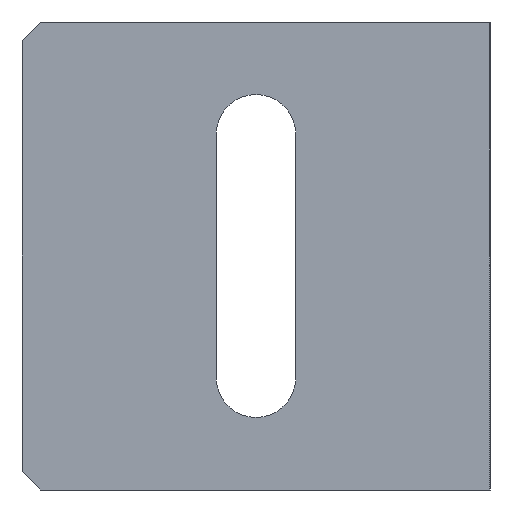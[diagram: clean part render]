
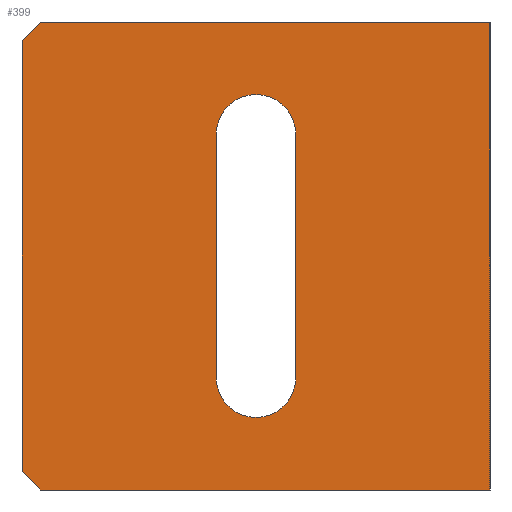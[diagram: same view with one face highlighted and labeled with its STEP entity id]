
A CAD part, front view. The second image highlights one B-rep face of the part: STEP entity #399.
In plain terms, the highlighted planar face has unit normal (0, -1, 0).
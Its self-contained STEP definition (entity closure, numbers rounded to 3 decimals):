
#22=FACE_BOUND('',#73,.T.);
#29=CIRCLE('',#441,4.25);
#30=CIRCLE('',#444,4.25);
#49=FACE_OUTER_BOUND('',#72,.T.);
#72=EDGE_LOOP('',(#351,#352,#353,#354,#355,#356));
#73=EDGE_LOOP('',(#357,#358,#359,#360));
#87=LINE('',#585,#133);
#91=LINE('',#593,#137);
#98=LINE('',#612,#144);
#101=LINE('',#617,#147);
#107=LINE('',#627,#153);
#116=LINE('',#652,#162);
#119=LINE('',#659,#165);
#120=LINE('',#661,#166);
#133=VECTOR('',#473,10.);
#137=VECTOR('',#479,10.);
#144=VECTOR('',#494,10.);
#147=VECTOR('',#499,10.);
#153=VECTOR('',#509,10.);
#162=VECTOR('',#536,10.);
#165=VECTOR('',#545,10.);
#166=VECTOR('',#548,10.);
#179=VERTEX_POINT('',#582);
#180=VERTEX_POINT('',#584);
#183=VERTEX_POINT('',#592);
#190=VERTEX_POINT('',#610);
#191=VERTEX_POINT('',#611);
#192=VERTEX_POINT('',#616);
#199=VERTEX_POINT('',#645);
#200=VERTEX_POINT('',#647);
#201=VERTEX_POINT('',#651);
#202=VERTEX_POINT('',#655);
#217=EDGE_CURVE('',#179,#180,#87,.T.);
#221=EDGE_CURVE('',#180,#183,#91,.T.);
#230=EDGE_CURVE('',#190,#191,#98,.T.);
#233=EDGE_CURVE('',#191,#192,#101,.T.);
#239=EDGE_CURVE('',#192,#179,#107,.T.);
#249=EDGE_CURVE('',#200,#199,#29,.T.);
#251=EDGE_CURVE('',#201,#200,#116,.T.);
#253=EDGE_CURVE('',#202,#201,#30,.T.);
#255=EDGE_CURVE('',#199,#202,#119,.T.);
#256=EDGE_CURVE('',#183,#190,#120,.T.);
#351=ORIENTED_EDGE('',*,*,#221,.F.);
#352=ORIENTED_EDGE('',*,*,#217,.F.);
#353=ORIENTED_EDGE('',*,*,#239,.F.);
#354=ORIENTED_EDGE('',*,*,#233,.F.);
#355=ORIENTED_EDGE('',*,*,#230,.F.);
#356=ORIENTED_EDGE('',*,*,#256,.F.);
#357=ORIENTED_EDGE('',*,*,#253,.T.);
#358=ORIENTED_EDGE('',*,*,#251,.T.);
#359=ORIENTED_EDGE('',*,*,#249,.T.);
#360=ORIENTED_EDGE('',*,*,#255,.T.);
#379=PLANE('',#447);
#399=ADVANCED_FACE('',(#49,#22),#379,.T.);
#441=AXIS2_PLACEMENT_3D('',#648,#531,#532);
#444=AXIS2_PLACEMENT_3D('',#656,#540,#541);
#447=AXIS2_PLACEMENT_3D('',#662,#549,#550);
#473=DIRECTION('',(-1.,0.,0.));
#479=DIRECTION('',(-0.707,0.,0.707));
#494=DIRECTION('',(0.707,0.,0.707));
#499=DIRECTION('',(1.,0.,0.));
#509=DIRECTION('',(0.,0.,-1.));
#531=DIRECTION('center_axis',(0.,1.,0.));
#532=DIRECTION('ref_axis',(1.,0.,0.));
#536=DIRECTION('',(0.,0.,1.));
#540=DIRECTION('center_axis',(0.,1.,0.));
#541=DIRECTION('ref_axis',(-1.,0.,0.));
#545=DIRECTION('',(0.,0.,-1.));
#548=DIRECTION('',(0.,0.,1.));
#549=DIRECTION('center_axis',(0.,-1.,0.));
#550=DIRECTION('ref_axis',(1.,0.,0.));
#582=CARTESIAN_POINT('',(0.,0.,-25.));
#584=CARTESIAN_POINT('',(-48.,0.,-25.));
#585=CARTESIAN_POINT('',(-5.,0.,-25.));
#592=CARTESIAN_POINT('',(-50.,0.,-23.));
#593=CARTESIAN_POINT('',(-44.,0.,-29.));
#610=CARTESIAN_POINT('',(-50.,0.,23.));
#611=CARTESIAN_POINT('',(-48.,0.,25.));
#612=CARTESIAN_POINT('',(-44.,0.,29.));
#616=CARTESIAN_POINT('',(0.,0.,25.));
#617=CARTESIAN_POINT('',(-50.,0.,25.));
#627=CARTESIAN_POINT('',(0.,0.,0.));
#645=CARTESIAN_POINT('',(-20.75,0.,13.));
#647=CARTESIAN_POINT('',(-29.25,0.,13.));
#648=CARTESIAN_POINT('Origin',(-25.,0.,13.));
#651=CARTESIAN_POINT('',(-29.25,0.,-13.));
#652=CARTESIAN_POINT('',(-29.25,0.,-6.5));
#655=CARTESIAN_POINT('',(-20.75,0.,-13.));
#656=CARTESIAN_POINT('Origin',(-25.,0.,-13.));
#659=CARTESIAN_POINT('',(-20.75,0.,6.5));
#661=CARTESIAN_POINT('',(-50.,0.,0.));
#662=CARTESIAN_POINT('Origin',(-5.,0.,0.));
